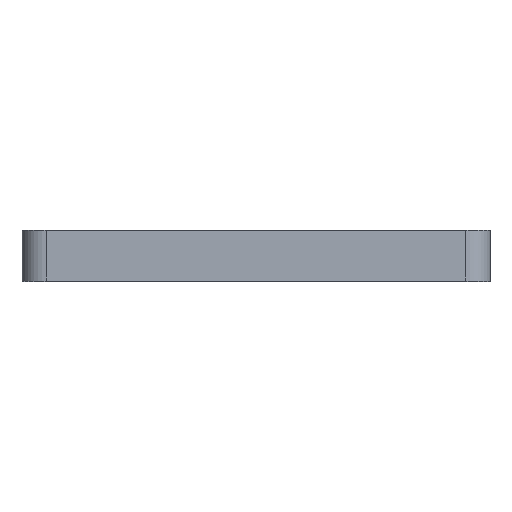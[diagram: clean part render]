
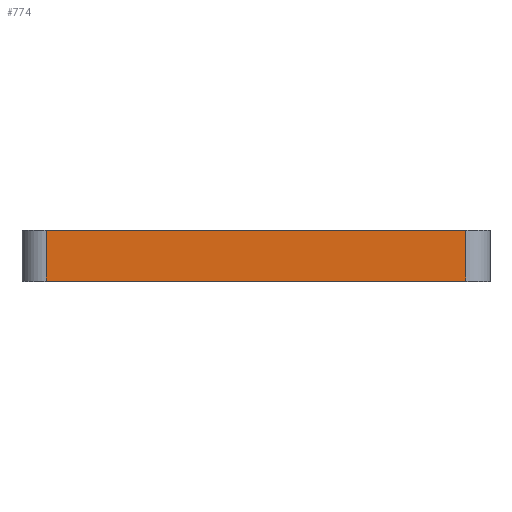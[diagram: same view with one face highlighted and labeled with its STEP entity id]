
A CAD part, top view. The second image highlights one B-rep face of the part: STEP entity #774.
In plain terms, the highlighted planar face has unit normal (0, 0, 1).
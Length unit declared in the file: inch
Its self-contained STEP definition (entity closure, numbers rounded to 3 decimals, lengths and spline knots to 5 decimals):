
#94=FACE_OUTER_BOUND('',#156,.T.);
#156=EDGE_LOOP('',(#636,#637,#638,#639,#640,#641));
#240=LINE('',#1179,#293);
#265=LINE('',#1286,#318);
#266=LINE('',#1290,#319);
#270=LINE('',#1318,#323);
#271=LINE('',#1321,#324);
#272=LINE('',#1322,#325);
#293=VECTOR('',#924,0.3937);
#318=VECTOR('',#1043,0.3937);
#319=VECTOR('',#1048,0.3937);
#323=VECTOR('',#1080,0.3937);
#324=VECTOR('',#1083,0.3937);
#325=VECTOR('',#1084,0.3937);
#352=VERTEX_POINT('',#1176);
#353=VERTEX_POINT('',#1178);
#387=VERTEX_POINT('',#1282);
#388=VERTEX_POINT('',#1284);
#389=VERTEX_POINT('',#1288);
#400=VERTEX_POINT('',#1320);
#422=EDGE_CURVE('',#352,#353,#240,.T.);
#474=EDGE_CURVE('',#387,#388,#265,.T.);
#476=EDGE_CURVE('',#389,#388,#266,.T.);
#488=EDGE_CURVE('',#353,#389,#270,.T.);
#489=EDGE_CURVE('',#352,#400,#271,.T.);
#490=EDGE_CURVE('',#400,#387,#272,.T.);
#636=ORIENTED_EDGE('',*,*,#489,.T.);
#637=ORIENTED_EDGE('',*,*,#490,.T.);
#638=ORIENTED_EDGE('',*,*,#474,.T.);
#639=ORIENTED_EDGE('',*,*,#476,.F.);
#640=ORIENTED_EDGE('',*,*,#488,.F.);
#641=ORIENTED_EDGE('',*,*,#422,.F.);
#741=PLANE('',#875);
#774=ADVANCED_FACE('',(#94),#741,.T.);
#875=AXIS2_PLACEMENT_3D('',#1319,#1081,#1082);
#924=DIRECTION('',(-1.,0.,0.));
#1043=DIRECTION('',(0.,1.,0.));
#1048=DIRECTION('',(1.,0.,0.));
#1080=DIRECTION('',(0.,1.,0.));
#1081=DIRECTION('center_axis',(0.,0.,
1.));
#1082=DIRECTION('ref_axis',(1.,0.,0.));
#1083=DIRECTION('',(0.,1.,0.));
#1084=DIRECTION('',(-1.,0.,0.));
#1176=CARTESIAN_POINT('',(-46.78908,-1.09538,0.24058));
#1178=CARTESIAN_POINT('',(-48.84817,-1.09538,0.24058));
#1179=CARTESIAN_POINT('',(-47.28912,-1.09538,0.24058));
#1282=CARTESIAN_POINT('',(-48.65211,-0.84588,0.24058));
#1284=CARTESIAN_POINT('',(-48.65211,-0.8455,0.24058));
#1286=CARTESIAN_POINT('',(-48.65211,-0.8535,0.24058));
#1288=CARTESIAN_POINT('',(-48.84817,-0.8455,0.24058));
#1290=CARTESIAN_POINT('',(-47.78833,-0.8455,0.24058));
#1318=CARTESIAN_POINT('',(-48.84817,-0.8535,0.24058));
#1319=CARTESIAN_POINT('Origin',(-46.76747,-0.90838,0.24058));
#1320=CARTESIAN_POINT('',(-46.78908,-0.84588,0.24058));
#1321=CARTESIAN_POINT('',(-46.78908,-0.90838,0.24058));
#1322=CARTESIAN_POINT('',(-47.45369,-0.84588,0.24058));
